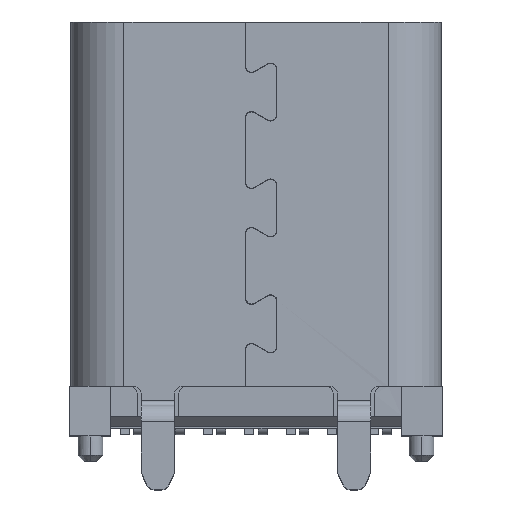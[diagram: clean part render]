
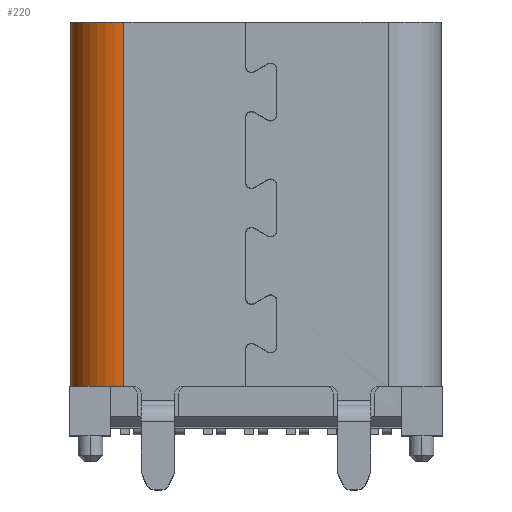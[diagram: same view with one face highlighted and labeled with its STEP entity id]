
A CAD part, top view. The second image highlights one B-rep face of the part: STEP entity #220.
In plain terms, the highlighted cylindrical face has radius 1.28 mm (diameter 2.56 mm), a partial arc.
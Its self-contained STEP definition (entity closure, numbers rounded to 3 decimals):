
#220 = ADVANCED_FACE ( 'NONE', ( #10814 ), #10811, .T. ) ;
#2622 = ORIENTED_EDGE ( 'NONE', *, *, #6673, .F. ) ;
#2623 = ORIENTED_EDGE ( 'NONE', *, *, #6675, .T. ) ;
#2624 = ORIENTED_EDGE ( 'NONE', *, *, #6677, .T. ) ;
#2625 = ORIENTED_EDGE ( 'NONE', *, *, #6679, .F. ) ;
#3611 = VECTOR ( 'NONE', #13474, 1000. ) ;
#3617 = LINE ( 'NONE', #13470, #3611 ) ;
#3618 = VECTOR ( 'NONE', #13467, 1000. ) ;
#3619 = CIRCLE ( 'NONE', #15685, 1.28 ) ;
#3621 = LINE ( 'NONE', #13465, #3618 ) ;
#3624 = CIRCLE ( 'NONE', #15684, 1.28 ) ;
#6213 = AXIS2_PLACEMENT_3D ( 'NONE', #9843, #9839, #9840 ) ;
#6673 = EDGE_CURVE ( 'NONE', #12312, #12377, #3624, .T. ) ;
#6675 = EDGE_CURVE ( 'NONE', #12312, #12353, #3621, .T. ) ;
#6677 = EDGE_CURVE ( 'NONE', #12353, #12310, #3619, .T. ) ;
#6679 = EDGE_CURVE ( 'NONE', #12377, #12310, #3617, .T. ) ;
#9839 = DIRECTION ( 'NONE',  ( 0., 1., 0. ) ) ;
#9840 = DIRECTION ( 'NONE',  ( 1., 0., 0. ) ) ;
#9843 = CARTESIAN_POINT ( 'NONE',  ( 1.121, 9.392, 3.219 ) ) ;
#10811 = CYLINDRICAL_SURFACE ( 'NONE', #6213, 1.28 ) ;
#10814 = FACE_OUTER_BOUND ( 'NONE', #12595, .T. ) ;
#12310 = VERTEX_POINT ( 'NONE', #16841 ) ;
#12312 = VERTEX_POINT ( 'NONE', #16842 ) ;
#12353 = VERTEX_POINT ( 'NONE', #16879 ) ;
#12377 = VERTEX_POINT ( 'NONE', #16903 ) ;
#12595 = EDGE_LOOP ( 'NONE', ( #2622, #2623, #2624, #2625 ) ) ;
#13462 = CARTESIAN_POINT ( 'NONE',  ( 1.121, 9.392, 3.219 ) ) ;
#13463 = DIRECTION ( 'NONE',  ( 0., 1., 0. ) ) ;
#13464 = DIRECTION ( 'NONE',  ( 1., 0., 0. ) ) ;
#13465 = CARTESIAN_POINT ( 'NONE',  ( -0.159, 9.392, 3.219 ) ) ;
#13467 = DIRECTION ( 'NONE',  ( 0., -1., 0. ) ) ;
#13470 = CARTESIAN_POINT ( 'NONE',  ( 1.121, 9.392, 4.499 ) ) ;
#13471 = CARTESIAN_POINT ( 'NONE',  ( 1.121, 0.592, 3.219 ) ) ;
#13472 = DIRECTION ( 'NONE',  ( 0., 1., 0. ) ) ;
#13473 = DIRECTION ( 'NONE',  ( 1., 0., 0. ) ) ;
#13474 = DIRECTION ( 'NONE',  ( 0., -1., 0. ) ) ;
#15684 = AXIS2_PLACEMENT_3D ( 'NONE', #13462, #13463, #13464 ) ;
#15685 = AXIS2_PLACEMENT_3D ( 'NONE', #13471, #13472, #13473 ) ;
#16841 = CARTESIAN_POINT ( 'NONE',  ( 1.121, 0.592, 4.499 ) ) ;
#16842 = CARTESIAN_POINT ( 'NONE',  ( -0.159, 9.392, 3.219 ) ) ;
#16879 = CARTESIAN_POINT ( 'NONE',  ( -0.159, 0.592, 3.219 ) ) ;
#16903 = CARTESIAN_POINT ( 'NONE',  ( 1.121, 9.392, 4.499 ) ) ;
